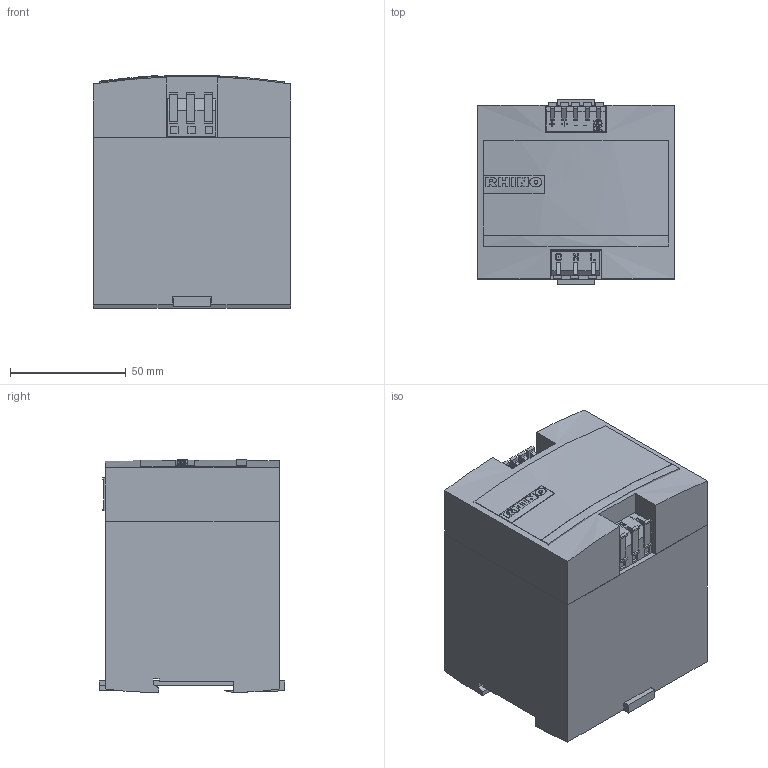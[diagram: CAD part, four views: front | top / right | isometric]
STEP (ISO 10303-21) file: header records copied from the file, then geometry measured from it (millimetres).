
FILE_DESCRIPTION (( 'STEP AP203' ), '1' );
FILE_NAME ('PSP24-120C.STEP', '2011-10-11T17:20:32', ( '.adc' ), ( '' ), 'SwSTEP 2.0', 'SolidWorks 2011', '' );
FILE_SCHEMA (( 'CONFIG_CONTROL_DESIGN' ));
Length unit declared in the file: millimetre
Products named in the file (1): PSP24-120C
Bounding box: 85 x 80 x 100.39 mm (x, y, z)
Surface area: 71783.5 mm2
Topology: 4 solids, 4 shells, 488 faces, 1347 edges, 884 vertices
Faces by surface type: plane 417, bspline 71
Entity records: 17895 total; most frequent: CARTESIAN_POINT 5912, ORIENTED_EDGE 2694, DIRECTION 2006, EDGE_CURVE 1347, VECTOR 1170, LINE 1170, VERTEX_POINT 884, EDGE_LOOP 527
